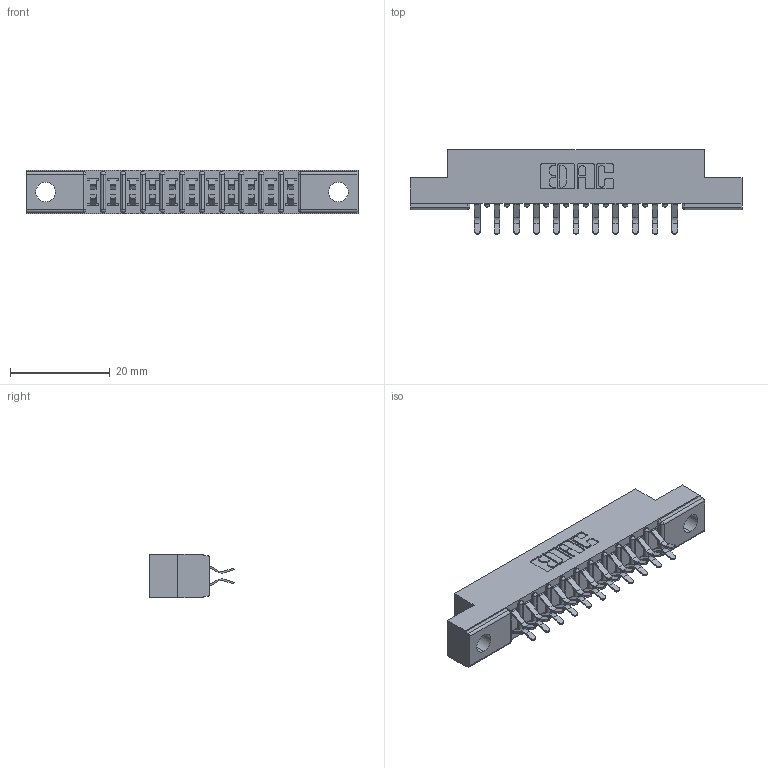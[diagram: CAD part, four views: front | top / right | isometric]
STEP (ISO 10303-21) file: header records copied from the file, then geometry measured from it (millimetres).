
FILE_DESCRIPTION (( 'STEP AP203' ), '1' );
FILE_NAME ('357-022-556-204.STEP', '2019-09-17T21:28:21', ( '' ), ( '' ), 'SwSTEP 2.0', 'SolidWorks 2016', '' );
FILE_SCHEMA (( 'CONFIG_CONTROL_DESIGN' ));
Length unit declared in the file: inch
Products named in the file (3): 357-022-556-204; 307-290-001_556; 307 Part_.156 Dia Mounting Holes
Assembly tree (23 placements, depth 2):
  357-022-556-204
    307 Part_.156 Dia Mounting Holes
    307-290-001_556  x22
Bounding box: 66.6 x 16.97 x 8.71 mm (x, y, z)
Volume: 4247.6 mm3; surface area: 6795.1 mm2
Topology: 23 solids, 23 shells, 1244 faces, 3483 edges, 2258 vertices
Faces by surface type: plane 810, cylinder 410, sphere 24
Entity records: 14126 total; most frequent: CARTESIAN_POINT 2325, ORIENTED_EDGE 2298, DIRECTION 2283, EDGE_CURVE 1149, VECTOR 875, LINE 875, VERTEX_POINT 746, AXIS2_PLACEMENT_3D 704
